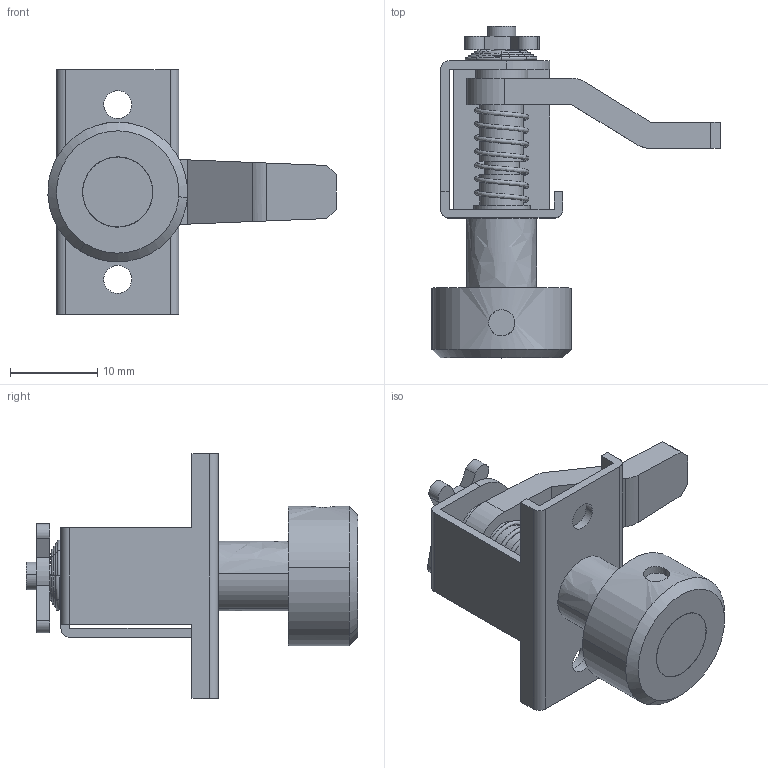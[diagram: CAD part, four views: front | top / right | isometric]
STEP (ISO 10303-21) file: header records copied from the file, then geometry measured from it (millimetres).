
FILE_DESCRIPTION((''),'2;1');
FILE_NAME('','2005-07-15T17:22:47',(''),(''),'','CADfix','');
FILE_SCHEMA(('AUTOMOTIVE_DESIGN'));
Length unit declared in the file: millimetre
Products named in the file (10): spring_2; spring_1; screw; retainer; knob_B; knob_A; housing; collar; cam; TL_86_4_18604_36
Assembly tree (9 placements, depth 2):
  TL_86_4_18604_36
    spring_2
    spring_1
    screw
    retainer
    knob_B
    knob_A
    housing
    collar
    cam
Bounding box: 32.99 x 38 x 28 mm (x, y, z)
Volume: 4029.1 mm3; surface area: 5219.7 mm2
Topology: 9 solids, 9 shells, 193 faces, 524 edges, 357 vertices
Faces by surface type: bspline 193
Entity records: 9964 total; most frequent: CARTESIAN_POINT 6808, ORIENTED_EDGE 1048, EDGE_CURVE 524, VERTEX_POINT 357, EDGE_LOOP 219, FACE_OUTER_BOUND 193, ADVANCED_FACE 193, QUASI_UNIFORM_CURVE 175
